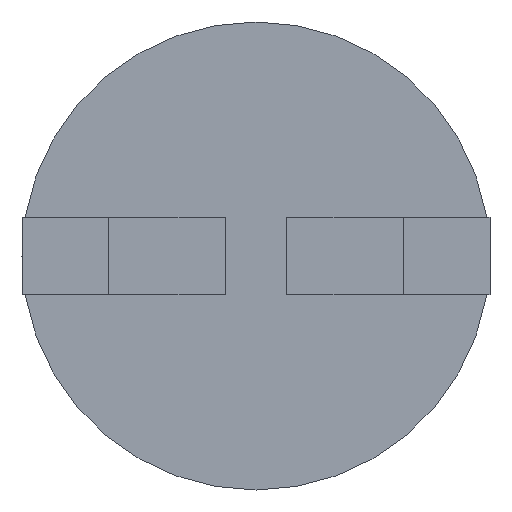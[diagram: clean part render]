
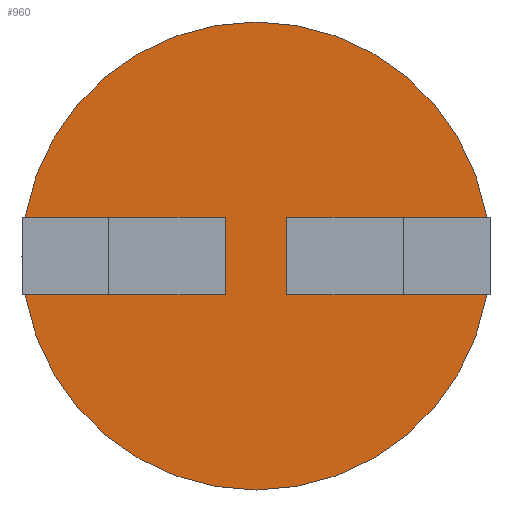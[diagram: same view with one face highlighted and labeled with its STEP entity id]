
A CAD part, front view. The second image highlights one B-rep face of the part: STEP entity #960.
In plain terms, the highlighted planar face has unit normal (0, -1, 0).
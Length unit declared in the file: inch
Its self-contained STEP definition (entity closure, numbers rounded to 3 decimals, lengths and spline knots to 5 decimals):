
#6 = PLANE ( 'NONE',  #498 ) ;
#13 = LINE ( 'NONE', #884, #185 ) ;
#18 = DIRECTION ( 'NONE',  ( 1., 0., 0. ) ) ;
#24 = VECTOR ( 'NONE', #531, 39.37008 ) ;
#30 = DIRECTION ( 'NONE',  ( 0., 0., 1. ) ) ;
#36 = DIRECTION ( 'NONE',  ( 0., 1., 0. ) ) ;
#41 = VERTEX_POINT ( 'NONE', #716 ) ;
#45 = EDGE_CURVE ( 'NONE', #690, #414, #213, .T. ) ;
#59 = LINE ( 'NONE', #372, #121 ) ;
#88 = LINE ( 'NONE', #402, #741 ) ;
#121 = VECTOR ( 'NONE', #691, 39.37008 ) ;
#130 = DIRECTION ( 'NONE',  ( -1., 0., 0. ) ) ;
#131 = ORIENTED_EDGE ( 'NONE', *, *, #260, .F. ) ;
#140 = CARTESIAN_POINT ( 'NONE',  ( -0.041, 0.039, 0. ) ) ;
#146 = ORIENTED_EDGE ( 'NONE', *, *, #210, .F. ) ;
#161 = CARTESIAN_POINT ( 'NONE',  ( 0., 0.039, -0.05425 ) ) ;
#185 = VECTOR ( 'NONE', #191, 39.37008 ) ;
#189 = ORIENTED_EDGE ( 'NONE', *, *, #458, .T. ) ;
#191 = DIRECTION ( 'NONE',  ( 1., 0., 0. ) ) ;
#194 = VERTEX_POINT ( 'NONE', #161 ) ;
#210 = EDGE_CURVE ( 'NONE', #663, #370, #13, .T. ) ;
#211 = CARTESIAN_POINT ( 'NONE',  ( 0.041, 0.039, 0.0215 ) ) ;
#213 = LINE ( 'NONE', #564, #599 ) ;
#260 = EDGE_CURVE ( 'NONE', #429, #194, #270, .T. ) ;
#270 = CIRCLE ( 'NONE', #412, 0.065 ) ;
#289 = ORIENTED_EDGE ( 'NONE', *, *, #1002, .F. ) ;
#304 = LINE ( 'NONE', #653, #24 ) ;
#305 = DIRECTION ( 'NONE',  ( 0., 0., 1. ) ) ;
#370 = VERTEX_POINT ( 'NONE', #396 ) ;
#372 = CARTESIAN_POINT ( 'NONE',  ( -0.0085, 0.039, 0. ) ) ;
#378 = LINE ( 'NONE', #559, #602 ) ;
#396 = CARTESIAN_POINT ( 'NONE',  ( -0.0085, 0.039, 0. ) ) ;
#402 = CARTESIAN_POINT ( 'NONE',  ( 0., 0.039, 0. ) ) ;
#403 = CARTESIAN_POINT ( 'NONE',  ( 0.0085, 0.039, 0.0215 ) ) ;
#409 = CARTESIAN_POINT ( 'NONE',  ( 0., 0.039, 0. ) ) ;
#412 = AXIS2_PLACEMENT_3D ( 'NONE', #986, #1009, #30 ) ;
#414 = VERTEX_POINT ( 'NONE', #403 ) ;
#425 = AXIS2_PLACEMENT_3D ( 'NONE', #936, #36, #735 ) ;
#429 = VERTEX_POINT ( 'NONE', #446 ) ;
#446 = CARTESIAN_POINT ( 'NONE',  ( 0., 0.039, 0.07575 ) ) ;
#449 = ORIENTED_EDGE ( 'NONE', *, *, #964, .T. ) ;
#458 = EDGE_CURVE ( 'NONE', #663, #864, #304, .T. ) ;
#465 = VECTOR ( 'NONE', #849, 39.37008 ) ;
#472 = CARTESIAN_POINT ( 'NONE',  ( 0.0085, 0.039, 0. ) ) ;
#473 = FACE_BOUND ( 'NONE', #825, .T. ) ;
#477 = CARTESIAN_POINT ( 'NONE',  ( -0.041, 0.039, 0.0215 ) ) ;
#498 = AXIS2_PLACEMENT_3D ( 'NONE', #409, #848, #305 ) ;
#524 = CARTESIAN_POINT ( 'NONE',  ( 0.041, 0.039, 0. ) ) ;
#531 = DIRECTION ( 'NONE',  ( 0., 0., 1. ) ) ;
#540 = CARTESIAN_POINT ( 'NONE',  ( 0., 0.039, 0.0215 ) ) ;
#556 = DIRECTION ( 'NONE',  ( -1., 0., 0. ) ) ;
#559 = CARTESIAN_POINT ( 'NONE',  ( 0.041, 0.039, 0. ) ) ;
#564 = CARTESIAN_POINT ( 'NONE',  ( 0., 0.039, 0.0215 ) ) ;
#580 = VERTEX_POINT ( 'NONE', #524 ) ;
#590 = CIRCLE ( 'NONE', #425, 0.065 ) ;
#595 = VERTEX_POINT ( 'NONE', #472 ) ;
#599 = VECTOR ( 'NONE', #556, 39.37008 ) ;
#602 = VECTOR ( 'NONE', #801, 39.37008 ) ;
#653 = CARTESIAN_POINT ( 'NONE',  ( -0.041, 0.039, 0. ) ) ;
#655 = LINE ( 'NONE', #833, #465 ) ;
#663 = VERTEX_POINT ( 'NONE', #140 ) ;
#669 = VECTOR ( 'NONE', #18, 39.37008 ) ;
#690 = VERTEX_POINT ( 'NONE', #211 ) ;
#691 = DIRECTION ( 'NONE',  ( 0., 0., 1. ) ) ;
#716 = CARTESIAN_POINT ( 'NONE',  ( -0.0085, 0.039, 0.0215 ) ) ;
#735 = DIRECTION ( 'NONE',  ( 0., 0., 1. ) ) ;
#741 = VECTOR ( 'NONE', #130, 39.37008 ) ;
#752 = FACE_OUTER_BOUND ( 'NONE', #798, .T. ) ;
#794 = EDGE_CURVE ( 'NONE', #370, #41, #59, .T. ) ;
#798 = EDGE_LOOP ( 'NONE', ( #289, #131 ) ) ;
#799 = EDGE_LOOP ( 'NONE', ( #850, #1010, #146, #189 ) ) ;
#801 = DIRECTION ( 'NONE',  ( 0., 0., 1. ) ) ;
#815 = EDGE_CURVE ( 'NONE', #595, #414, #655, .T. ) ;
#825 = EDGE_LOOP ( 'NONE', ( #449, #863, #908, #962 ) ) ;
#833 = CARTESIAN_POINT ( 'NONE',  ( 0.0085, 0.039, 0. ) ) ;
#848 = DIRECTION ( 'NONE',  ( 0., 1., 0. ) ) ;
#849 = DIRECTION ( 'NONE',  ( 0., 0., 1. ) ) ;
#850 = ORIENTED_EDGE ( 'NONE', *, *, #902, .T. ) ;
#863 = ORIENTED_EDGE ( 'NONE', *, *, #815, .T. ) ;
#864 = VERTEX_POINT ( 'NONE', #477 ) ;
#884 = CARTESIAN_POINT ( 'NONE',  ( 0., 0.039, 0. ) ) ;
#902 = EDGE_CURVE ( 'NONE', #864, #41, #981, .T. ) ;
#908 = ORIENTED_EDGE ( 'NONE', *, *, #45, .F. ) ;
#936 = CARTESIAN_POINT ( 'NONE',  ( 0., 0.039, 0.01075 ) ) ;
#960 = ADVANCED_FACE ( 'NONE', ( #473, #752, #971 ), #6, .F. ) ;
#962 = ORIENTED_EDGE ( 'NONE', *, *, #989, .F. ) ;
#964 = EDGE_CURVE ( 'NONE', #580, #595, #88, .T. ) ;
#971 = FACE_BOUND ( 'NONE', #799, .T. ) ;
#981 = LINE ( 'NONE', #540, #669 ) ;
#986 = CARTESIAN_POINT ( 'NONE',  ( 0., 0.039, 0.01075 ) ) ;
#989 = EDGE_CURVE ( 'NONE', #580, #690, #378, .T. ) ;
#1002 = EDGE_CURVE ( 'NONE', #194, #429, #590, .T. ) ;
#1009 = DIRECTION ( 'NONE',  ( 0., 1., 0. ) ) ;
#1010 = ORIENTED_EDGE ( 'NONE', *, *, #794, .F. ) ;
